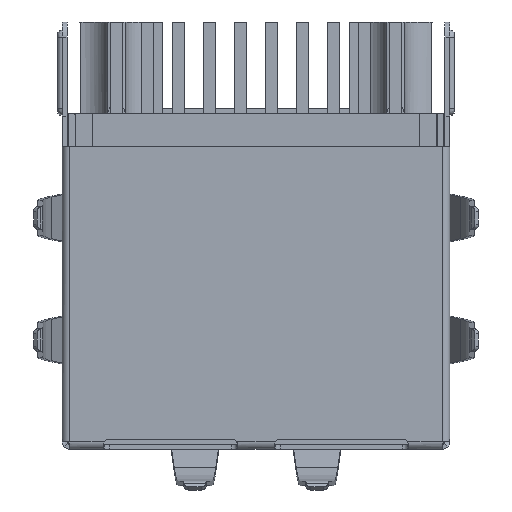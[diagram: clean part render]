
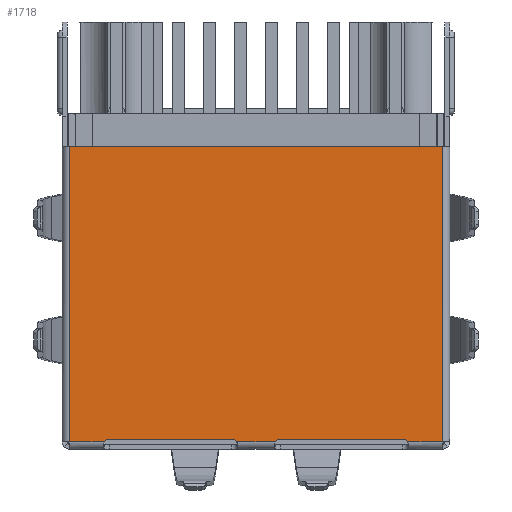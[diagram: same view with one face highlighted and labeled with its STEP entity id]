
A CAD part, left-side view. The second image highlights one B-rep face of the part: STEP entity #1718.
In plain terms, the highlighted planar face has unit normal (-1, 0, 0).
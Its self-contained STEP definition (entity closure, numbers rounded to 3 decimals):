
#1718 = ADVANCED_FACE( '', ( #3770 ), #3771, .T. );
#3770 = FACE_OUTER_BOUND( '', #6414, .T. );
#3771 = PLANE( '', #6415 );
#6414 = EDGE_LOOP( '', ( #11695, #11696, #11697, #11698, #11699, #11700, #11701, #11702, #11703, #11704, #11705, #11706 ) );
#6415 = AXIS2_PLACEMENT_3D( '', #11707, #11708, #11709 );
#11695 = ORIENTED_EDGE( '', *, *, #17158, .F. );
#11696 = ORIENTED_EDGE( '', *, *, #17159, .F. );
#11697 = ORIENTED_EDGE( '', *, *, #15722, .T. );
#11698 = ORIENTED_EDGE( '', *, *, #16613, .T. );
#11699 = ORIENTED_EDGE( '', *, *, #17137, .F. );
#11700 = ORIENTED_EDGE( '', *, *, #16443, .F. );
#11701 = ORIENTED_EDGE( '', *, *, #17160, .F. );
#11702 = ORIENTED_EDGE( '', *, *, #17161, .T. );
#11703 = ORIENTED_EDGE( '', *, *, #17162, .T. );
#11704 = ORIENTED_EDGE( '', *, *, #16263, .T. );
#11705 = ORIENTED_EDGE( '', *, *, #16299, .T. );
#11706 = ORIENTED_EDGE( '', *, *, #15459, .T. );
#11707 = CARTESIAN_POINT( '', ( -10.92, 7.64, 5.425 ) );
#11708 = DIRECTION( '', ( -1., 0., 0. ) );
#11709 = DIRECTION( '', ( 0., 0., 1. ) );
#15459 = EDGE_CURVE( '', #18487, #18484, #18488, .T. );
#15722 = EDGE_CURVE( '', #18955, #18269, #18956, .T. );
#16263 = EDGE_CURVE( '', #19829, #19834, #19836, .T. );
#16299 = EDGE_CURVE( '', #19834, #18487, #19891, .F. );
#16443 = EDGE_CURVE( '', #20122, #20123, #20124, .T. );
#16613 = EDGE_CURVE( '', #18269, #20375, #20377, .T. );
#17137 = EDGE_CURVE( '', #20123, #20375, #21091, .T. );
#17158 = EDGE_CURVE( '', #21117, #18484, #21118, .T. );
#17159 = EDGE_CURVE( '', #18955, #21117, #21119, .T. );
#17160 = EDGE_CURVE( '', #21120, #20122, #21121, .T. );
#17161 = EDGE_CURVE( '', #21120, #21122, #21123, .T. );
#17162 = EDGE_CURVE( '', #21122, #19829, #21124, .F. );
#18269 = VERTEX_POINT( '', #22469 );
#18484 = VERTEX_POINT( '', #22795 );
#18487 = VERTEX_POINT( '', #22798 );
#18488 = LINE( '', #22799, #22800 );
#18955 = VERTEX_POINT( '', #23487 );
#18956 = LINE( '', #23488, #23489 );
#19829 = VERTEX_POINT( '', #24922 );
#19834 = VERTEX_POINT( '', #24929 );
#19836 = LINE( '', #24932, #24933 );
#19891 = CIRCLE( '', #25009, 0.25 );
#20122 = VERTEX_POINT( '', #25378 );
#20123 = VERTEX_POINT( '', #25379 );
#20124 = LINE( '', #25380, #25381 );
#20375 = VERTEX_POINT( '', #25774 );
#20377 = LINE( '', #25785, #25786 );
#21091 = CIRCLE( '', #26948, 0.25 );
#21117 = VERTEX_POINT( '', #26990 );
#21118 = LINE( '', #26991, #26992 );
#21119 = LINE( '', #26993, #26994 );
#21120 = VERTEX_POINT( '', #26995 );
#21121 = CIRCLE( '', #26996, 0.25 );
#21122 = VERTEX_POINT( '', #26997 );
#21123 = LINE( '', #26998, #26999 );
#21124 = CIRCLE( '', #27000, 0.25 );
#22469 = CARTESIAN_POINT( '', ( -10.92, 7.64, -6.675 ) );
#22795 = CARTESIAN_POINT( '', ( -10.92, -7.64, -6.675 ) );
#22798 = CARTESIAN_POINT( '', ( -10.92, -6.213, -6.675 ) );
#22799 = CARTESIAN_POINT( '', ( -10.92, 7.64, -6.675 ) );
#22800 = VECTOR( '', #28831, 1000. );
#23487 = CARTESIAN_POINT( '', ( -10.92, 7.64, 5.425 ) );
#23488 = CARTESIAN_POINT( '', ( -10.92, 7.64, 5.425 ) );
#23489 = VECTOR( '', #29114, 1000. );
#24922 = CARTESIAN_POINT( '', ( -10.92, -1., -6.555 ) );
#24929 = CARTESIAN_POINT( '', ( -10.92, -6., -6.555 ) );
#24932 = CARTESIAN_POINT( '', ( -10.92, 7.64, -6.555 ) );
#24933 = VECTOR( '', #29551, 1000. );
#25009 = AXIS2_PLACEMENT_3D( '', #29590, #29591, #29592 );
#25378 = CARTESIAN_POINT( '', ( -10.92, 1., -6.555 ) );
#25379 = CARTESIAN_POINT( '', ( -10.92, 6., -6.555 ) );
#25380 = CARTESIAN_POINT( '', ( -10.92, 7.64, -6.555 ) );
#25381 = VECTOR( '', #29700, 1000. );
#25774 = CARTESIAN_POINT( '', ( -10.92, 6.213, -6.675 ) );
#25785 = CARTESIAN_POINT( '', ( -10.92, 7.64, -6.675 ) );
#25786 = VECTOR( '', #29874, 1000. );
#26948 = AXIS2_PLACEMENT_3D( '', #30345, #30346, #30347 );
#26990 = CARTESIAN_POINT( '', ( -10.92, -7.64, 5.425 ) );
#26991 = CARTESIAN_POINT( '', ( -10.92, -7.64, 5.425 ) );
#26992 = VECTOR( '', #30360, 1000. );
#26993 = CARTESIAN_POINT( '', ( -10.92, 7.64, 5.425 ) );
#26994 = VECTOR( '', #30361, 1000. );
#26995 = CARTESIAN_POINT( '', ( -10.92, 0.787, -6.675 ) );
#26996 = AXIS2_PLACEMENT_3D( '', #30362, #30363, #30364 );
#26997 = CARTESIAN_POINT( '', ( -10.92, -0.787, -6.675 ) );
#26998 = CARTESIAN_POINT( '', ( -10.92, 7.64, -6.675 ) );
#26999 = VECTOR( '', #30365, 1000. );
#27000 = AXIS2_PLACEMENT_3D( '', #30366, #30367, #30368 );
#28831 = DIRECTION( '', ( 0., -1., 0. ) );
#29114 = DIRECTION( '', ( 0., 0., -1. ) );
#29551 = DIRECTION( '', ( 0., -1., 0. ) );
#29590 = CARTESIAN_POINT( '', ( -10.92, -6., -6.805 ) );
#29591 = DIRECTION( '', ( -1., 0., 0. ) );
#29592 = DIRECTION( '', ( 0., 0., 1. ) );
#29700 = DIRECTION( '', ( 0., 1., 0. ) );
#29874 = DIRECTION( '', ( 0., -1., 0. ) );
#30345 = CARTESIAN_POINT( '', ( -10.92, 6., -6.805 ) );
#30346 = DIRECTION( '', ( -1., 0., 0. ) );
#30347 = DIRECTION( '', ( 0., 0., 1. ) );
#30360 = DIRECTION( '', ( 0., 0., -1. ) );
#30361 = DIRECTION( '', ( 0., -1., 0. ) );
#30362 = CARTESIAN_POINT( '', ( -10.92, 1., -6.805 ) );
#30363 = DIRECTION( '', ( -1., 0., 0. ) );
#30364 = DIRECTION( '', ( 0., 0., 1. ) );
#30365 = DIRECTION( '', ( 0., -1., 0. ) );
#30366 = CARTESIAN_POINT( '', ( -10.92, -1., -6.805 ) );
#30367 = DIRECTION( '', ( -1., 0., 0. ) );
#30368 = DIRECTION( '', ( 0., 0., 1. ) );
